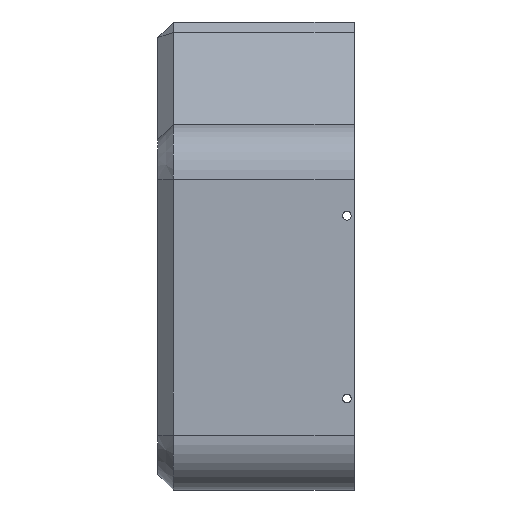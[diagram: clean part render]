
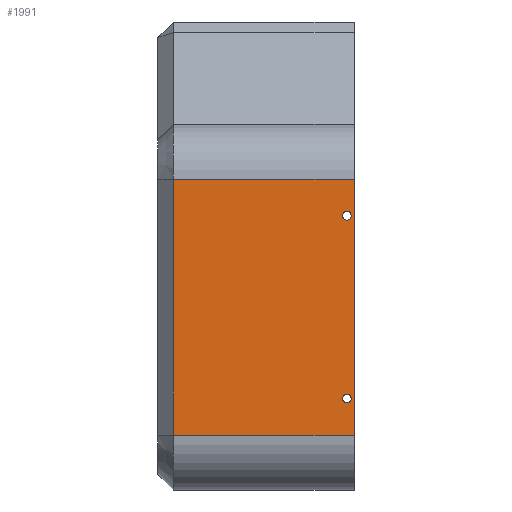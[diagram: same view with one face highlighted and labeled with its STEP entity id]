
A CAD part, left-side view. The second image highlights one B-rep face of the part: STEP entity #1991.
In plain terms, the highlighted planar face has unit normal (-1, 0, 0).
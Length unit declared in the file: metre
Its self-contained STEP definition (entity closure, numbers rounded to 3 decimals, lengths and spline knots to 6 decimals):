
#87=LINE('',#2970,#268);
#165=LINE('',#3212,#346);
#166=LINE('',#3220,#347);
#167=LINE('',#3222,#348);
#268=VECTOR('',#2354,1.);
#346=VECTOR('',#2566,1.);
#347=VECTOR('',#2575,1.);
#348=VECTOR('',#2576,1.);
#627=ORIENTED_EDGE('',*,*,#1133,.T.);
#628=ORIENTED_EDGE('',*,*,#1134,.T.);
#629=ORIENTED_EDGE('',*,*,#1135,.F.);
#630=ORIENTED_EDGE('',*,*,#1136,.T.);
#631=ORIENTED_EDGE('',*,*,#1131,.T.);
#632=ORIENTED_EDGE('',*,*,#1012,.T.);
#1012=EDGE_CURVE('',#1270,#1286,#87,.T.);
#1131=EDGE_CURVE('',#1384,#1270,#165,.T.);
#1133=EDGE_CURVE('',#1385,#1385,#1495,.T.);
#1134=EDGE_CURVE('',#1386,#1386,#1496,.T.);
#1135=EDGE_CURVE('',#1387,#1286,#166,.T.);
#1136=EDGE_CURVE('',#1387,#1384,#167,.T.);
#1270=VERTEX_POINT('',#2937);
#1286=VERTEX_POINT('',#2969);
#1384=VERTEX_POINT('',#3213);
#1385=VERTEX_POINT('',#3217);
#1386=VERTEX_POINT('',#3219);
#1387=VERTEX_POINT('',#3221);
#1495=CIRCLE('',#2176,0.0006);
#1496=CIRCLE('',#2177,0.0006);
#1580=EDGE_LOOP('',(#627));
#1581=EDGE_LOOP('',(#628));
#1582=EDGE_LOOP('',(#629,#630,#631,#632));
#1765=FACE_BOUND('',#1580,.T.);
#1766=FACE_BOUND('',#1581,.T.);
#1767=FACE_BOUND('',#1582,.T.);
#1911=PLANE('',#2175);
#1991=ADVANCED_FACE('',(#1765,#1766,#1767),#1911,.F.);
#2175=AXIS2_PLACEMENT_3D('',#3215,#2569,#2570);
#2176=AXIS2_PLACEMENT_3D('',#3216,#2571,#2572);
#2177=AXIS2_PLACEMENT_3D('',#3218,#2573,#2574);
#2354=DIRECTION('',(0.,0.,1.));
#2566=DIRECTION('',(0.,-1.,0.));
#2569=DIRECTION('',(1.,0.,0.));
#2570=DIRECTION('',(0.,0.,-1.));
#2571=DIRECTION('',(1.,0.,0.));
#2572=DIRECTION('',(0.,0.,-1.));
#2573=DIRECTION('',(1.,0.,0.));
#2574=DIRECTION('',(0.,0.,-1.));
#2575=DIRECTION('',(0.,-1.,0.));
#2576=DIRECTION('',(0.,0.,-1.));
#2937=CARTESIAN_POINT('',(-0.0043,-0.0204,0.0065));
#2969=CARTESIAN_POINT('',(-0.0043,-0.0204,0.0415));
#2970=CARTESIAN_POINT('',(-0.0043,-0.0204,0.024));
#3212=CARTESIAN_POINT('',(-0.0043,0.006452,0.0065));
#3213=CARTESIAN_POINT('',(-0.0043,0.004321,0.0065));
#3215=CARTESIAN_POINT('',(-0.0043,0.006452,0.024));
#3216=CARTESIAN_POINT('',(-0.0043,-0.0194,0.0365));
#3217=CARTESIAN_POINT('',(-0.0043,-0.0194,0.0359));
#3218=CARTESIAN_POINT('',(-0.0043,-0.0194,0.0115));
#3219=CARTESIAN_POINT('',(-0.0043,-0.0194,0.0109));
#3220=CARTESIAN_POINT('',(-0.0043,0.006452,0.0415));
#3221=CARTESIAN_POINT('',(-0.0043,0.004321,0.0415));
#3222=CARTESIAN_POINT('',(-0.0043,0.004321,0.0065));
